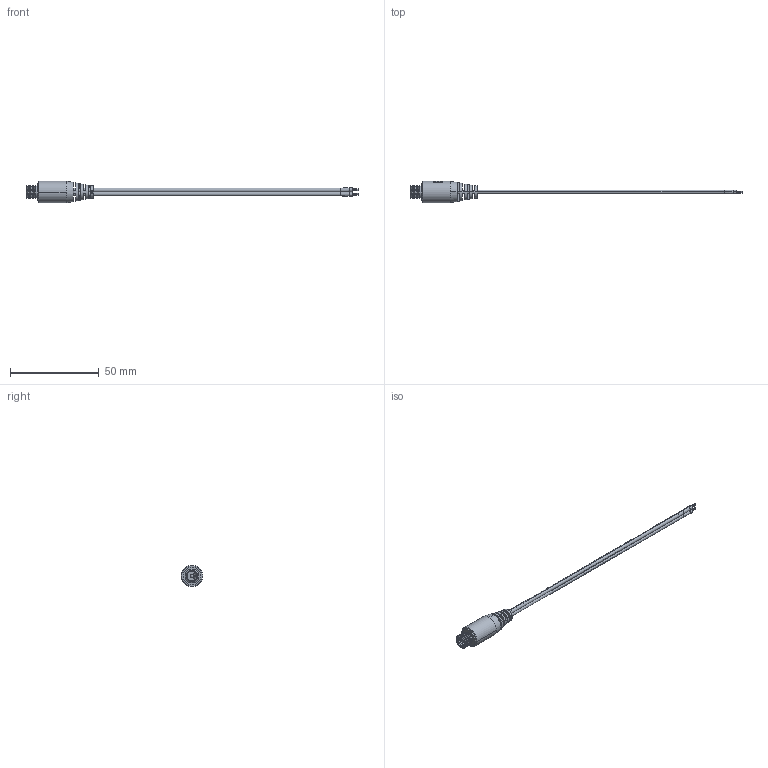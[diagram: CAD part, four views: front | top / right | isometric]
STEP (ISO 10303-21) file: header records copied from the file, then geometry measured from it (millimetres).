
FILE_DESCRIPTION (( 'STEP AP203' ), '1' );
FILE_NAME ('10-03318_revA.STEP', '2019-06-28T20:37:24', ( '' ), ( '' ), 'SwSTEP 2.0', 'SolidWorks 2015', '' );
FILE_SCHEMA (( 'CONFIG_CONTROL_DESIGN' ));
Length unit declared in the file: millimetre
Products named in the file (8): 50-00616; 50-00616 shell; 50-00616 ground terminal; 50-00616 insulator; 30-00007_s&t 5mm; 50-00616 center terminal; 10-03318_revA; 24-00295
Assembly tree (7 placements, depth 3):
  10-03318_revA
    24-00295
    50-00616
      50-00616 insulator
      50-00616 ground terminal
      50-00616 center terminal
      50-00616 shell
    30-00007_s&t 5mm
Bounding box: 186.6 x 12 x 12 mm (x, y, z)
Volume: 4228.2 mm3; surface area: 17665.7 mm2
Topology: 181 solids, 181 shells, 1209 faces, 2399 edges, 1575 vertices
Faces by surface type: cylinder 570, plane 448, bspline 114, cone 41, torus 32, sphere 4
Entity records: 36106 total; most frequent: CARTESIAN_POINT 9891, DIRECTION 5544, ORIENTED_EDGE 4790, EDGE_CURVE 2395, AXIS2_PLACEMENT_3D 2388, VERTEX_POINT 1575, EDGE_LOOP 1410, CIRCLE 1282
